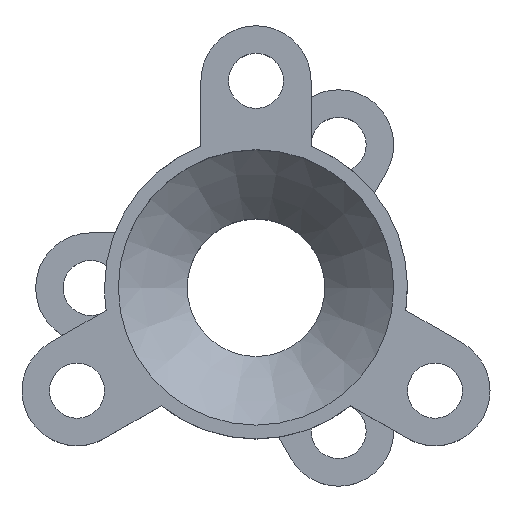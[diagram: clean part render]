
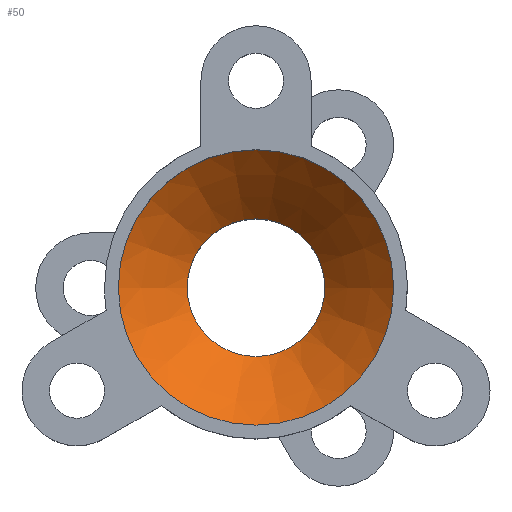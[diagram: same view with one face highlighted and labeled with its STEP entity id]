
A CAD part, top view. The second image highlights one B-rep face of the part: STEP entity #50.
In plain terms, the highlighted conical face has half-angle 45 degrees and reference radius 7.5 mm.
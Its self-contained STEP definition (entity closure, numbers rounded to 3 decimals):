
#50=ADVANCED_FACE('',(#111,#113),#115,.F.);
#111=FACE_BOUND('',#112,.T.);
#112=EDGE_LOOP('',(#433,#434));
#113=FACE_OUTER_BOUND('',#114,.T.);
#114=EDGE_LOOP('',(#435));
#115=CONICAL_SURFACE('',#116,7.5,0.785);
#116=AXIS2_PLACEMENT_3D('',#117,#118,#119);
#117=CARTESIAN_POINT('',(0.,0.,16.5));
#118=DIRECTION('',(0.,0.,1.));
#119=DIRECTION('',(-1.,0.,0.));
#433=ORIENTED_EDGE('',*,*,#601,.T.);
#434=ORIENTED_EDGE('',*,*,#600,.T.);
#435=ORIENTED_EDGE('',*,*,#618,.F.);
#600=EDGE_CURVE('',#693,#694,#695,.F.);
#601=EDGE_CURVE('',#694,#693,#696,.F.);
#618=EDGE_CURVE('',#729,#729,#730,.F.);
#693=VERTEX_POINT('',#855);
#694=VERTEX_POINT('',#856);
#695=CIRCLE('',#857,5.);
#696=CIRCLE('',#861,5.);
#729=VERTEX_POINT('',#939);
#730=CIRCLE('',#940,10.);
#855=CARTESIAN_POINT('',(-5.,0.,14.));
#856=CARTESIAN_POINT('',(0.,5.,14.));
#857=AXIS2_PLACEMENT_3D('',#858,#859,#860);
#858=CARTESIAN_POINT('',(0.,0.,14.));
#859=DIRECTION('',(0.,0.,1.));
#860=DIRECTION('',(0.,1.,0.));
#861=AXIS2_PLACEMENT_3D('',#862,#863,#864);
#862=CARTESIAN_POINT('',(0.,0.,14.));
#863=DIRECTION('',(0.,0.,1.));
#864=DIRECTION('',(-1.,0.,0.));
#939=CARTESIAN_POINT('',(-10.,0.,19.));
#940=AXIS2_PLACEMENT_3D('',#941,#942,#943);
#941=CARTESIAN_POINT('',(0.,0.,19.));
#942=DIRECTION('',(0.,0.,1.));
#943=DIRECTION('',(-1.,0.,0.));
